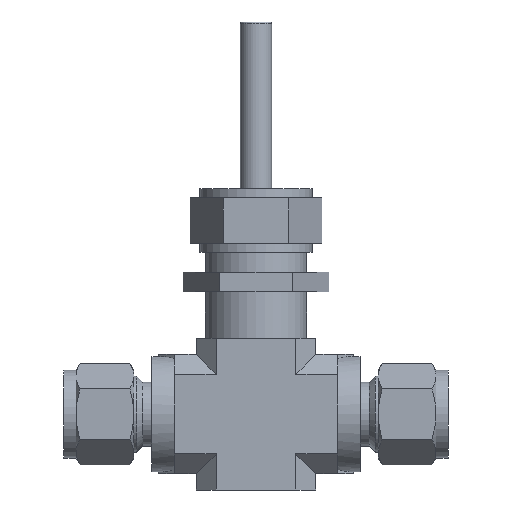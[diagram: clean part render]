
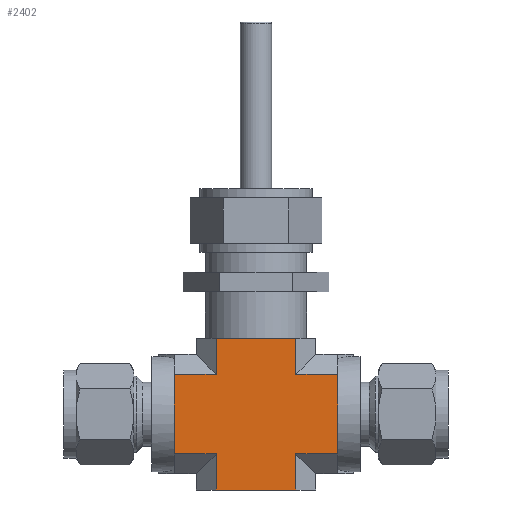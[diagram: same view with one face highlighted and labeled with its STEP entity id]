
A CAD part, front view. The second image highlights one B-rep face of the part: STEP entity #2402.
In plain terms, the highlighted planar face has unit normal (0, -1, 0).
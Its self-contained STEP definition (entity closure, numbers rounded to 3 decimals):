
#258=FACE_OUTER_BOUND('',#417,.T.);
#417=EDGE_LOOP('',(#1711,#1712,#1713,#1714,#1715,#1716,#1717,#1718,#1719,
#1720,#1721,#1722,#1723,#1724));
#575=LINE('',#3522,#790);
#598=LINE('',#3587,#813);
#621=LINE('',#3642,#836);
#635=LINE('',#3681,#850);
#637=LINE('',#3684,#852);
#638=LINE('',#3686,#853);
#639=LINE('',#3687,#854);
#640=LINE('',#3689,#855);
#641=LINE('',#3691,#856);
#642=LINE('',#3693,#857);
#643=LINE('',#3695,#858);
#644=LINE('',#3697,#859);
#645=LINE('',#3699,#860);
#646=LINE('',#3700,#861);
#790=VECTOR('',#2824,25.4);
#813=VECTOR('',#2879,10.);
#836=VECTOR('',#2932,10.);
#850=VECTOR('',#2966,10.);
#852=VECTOR('',#2970,10.);
#853=VECTOR('',#2971,10.);
#854=VECTOR('',#2972,10.);
#855=VECTOR('',#2973,10.);
#856=VECTOR('',#2974,10.);
#857=VECTOR('',#2975,10.);
#858=VECTOR('',#2976,25.4);
#859=VECTOR('',#2977,10.);
#860=VECTOR('',#2978,10.);
#861=VECTOR('',#2979,10.);
#1004=VERTEX_POINT('',#3519);
#1005=VERTEX_POINT('',#3521);
#1030=VERTEX_POINT('',#3584);
#1031=VERTEX_POINT('',#3586);
#1047=VERTEX_POINT('',#3639);
#1048=VERTEX_POINT('',#3641);
#1063=VERTEX_POINT('',#3680);
#1064=VERTEX_POINT('',#3685);
#1065=VERTEX_POINT('',#3688);
#1066=VERTEX_POINT('',#3690);
#1067=VERTEX_POINT('',#3692);
#1068=VERTEX_POINT('',#3694);
#1069=VERTEX_POINT('',#3696);
#1070=VERTEX_POINT('',#3698);
#1230=EDGE_CURVE('',#1004,#1005,#575,.T.);
#1262=EDGE_CURVE('',#1031,#1030,#598,.T.);
#1290=EDGE_CURVE('',#1048,#1047,#621,.T.);
#1309=EDGE_CURVE('',#1047,#1063,#635,.T.);
#1311=EDGE_CURVE('',#1063,#1005,#637,.T.);
#1312=EDGE_CURVE('',#1004,#1064,#638,.T.);
#1313=EDGE_CURVE('',#1064,#1031,#639,.T.);
#1314=EDGE_CURVE('',#1030,#1065,#640,.T.);
#1315=EDGE_CURVE('',#1065,#1066,#641,.T.);
#1316=EDGE_CURVE('',#1066,#1067,#642,.T.);
#1317=EDGE_CURVE('',#1068,#1067,#643,.T.);
#1318=EDGE_CURVE('',#1068,#1069,#644,.T.);
#1319=EDGE_CURVE('',#1069,#1070,#645,.T.);
#1320=EDGE_CURVE('',#1070,#1048,#646,.T.);
#1711=ORIENTED_EDGE('',*,*,#1309,.T.);
#1712=ORIENTED_EDGE('',*,*,#1311,.T.);
#1713=ORIENTED_EDGE('',*,*,#1230,.F.);
#1714=ORIENTED_EDGE('',*,*,#1312,.T.);
#1715=ORIENTED_EDGE('',*,*,#1313,.T.);
#1716=ORIENTED_EDGE('',*,*,#1262,.T.);
#1717=ORIENTED_EDGE('',*,*,#1314,.T.);
#1718=ORIENTED_EDGE('',*,*,#1315,.T.);
#1719=ORIENTED_EDGE('',*,*,#1316,.T.);
#1720=ORIENTED_EDGE('',*,*,#1317,.F.);
#1721=ORIENTED_EDGE('',*,*,#1318,.T.);
#1722=ORIENTED_EDGE('',*,*,#1319,.T.);
#1723=ORIENTED_EDGE('',*,*,#1320,.T.);
#1724=ORIENTED_EDGE('',*,*,#1290,.T.);
#2295=PLANE('',#2598);
#2402=ADVANCED_FACE('',(#258),#2295,.F.);
#2598=AXIS2_PLACEMENT_3D('',#3683,#2968,#2969);
#2824=DIRECTION('',(-1.,0.,0.));
#2879=DIRECTION('',(0.,0.,1.));
#2932=DIRECTION('',(0.,0.,-1.));
#2966=DIRECTION('',(1.,0.,0.));
#2968=DIRECTION('center_axis',(0.,1.,0.));
#2969=DIRECTION('ref_axis',(1.,0.,0.));
#2970=DIRECTION('',(0.,0.,-1.));
#2971=DIRECTION('',(0.,0.,1.));
#2972=DIRECTION('',(1.,0.,0.));
#2973=DIRECTION('',(0.,0.,1.));
#2974=DIRECTION('',(-1.,0.,0.));
#2975=DIRECTION('',(0.,0.,1.));
#2976=DIRECTION('',(1.,0.,0.));
#2977=DIRECTION('',(0.,0.,-1.));
#2978=DIRECTION('',(-1.,0.,0.));
#2979=DIRECTION('',(0.,0.,-1.));
#3519=CARTESIAN_POINT('',(10.,-14.478,-19.05));
#3521=CARTESIAN_POINT('',(-10.,-14.478,-19.05));
#3522=CARTESIAN_POINT('',(0.,-14.478,-19.05));
#3584=CARTESIAN_POINT('',(20.5,-14.478,0.));
#3586=CARTESIAN_POINT('',(20.5,-14.478,-10.));
#3587=CARTESIAN_POINT('',(20.5,-14.478,-5.));
#3639=CARTESIAN_POINT('',(-20.5,-14.478,-10.));
#3641=CARTESIAN_POINT('',(-20.5,-14.478,0.));
#3642=CARTESIAN_POINT('',(-20.5,-14.478,5.));
#3680=CARTESIAN_POINT('',(-10.,-14.478,-10.));
#3681=CARTESIAN_POINT('',(-10.25,-14.478,-10.));
#3683=CARTESIAN_POINT('Origin',(0.,-14.478,0.));
#3684=CARTESIAN_POINT('',(-10.,-14.478,-5.));
#3685=CARTESIAN_POINT('',(10.,-14.478,-10.));
#3686=CARTESIAN_POINT('',(10.,-14.478,-9.525));
#3687=CARTESIAN_POINT('',(5.,-14.478,-10.));
#3688=CARTESIAN_POINT('',(20.5,-14.478,10.));
#3689=CARTESIAN_POINT('',(20.5,-14.478,-5.));
#3690=CARTESIAN_POINT('',(10.,-14.478,10.));
#3691=CARTESIAN_POINT('',(10.25,-14.478,10.));
#3692=CARTESIAN_POINT('',(10.,-14.478,19.05));
#3693=CARTESIAN_POINT('',(10.,-14.478,5.));
#3694=CARTESIAN_POINT('',(-10.,-14.478,19.05));
#3695=CARTESIAN_POINT('',(0.,-14.478,19.05));
#3696=CARTESIAN_POINT('',(-10.,-14.478,10.));
#3697=CARTESIAN_POINT('',(-10.,-14.478,9.525));
#3698=CARTESIAN_POINT('',(-20.5,-14.478,10.));
#3699=CARTESIAN_POINT('',(-5.,-14.478,10.));
#3700=CARTESIAN_POINT('',(-20.5,-14.478,5.));
